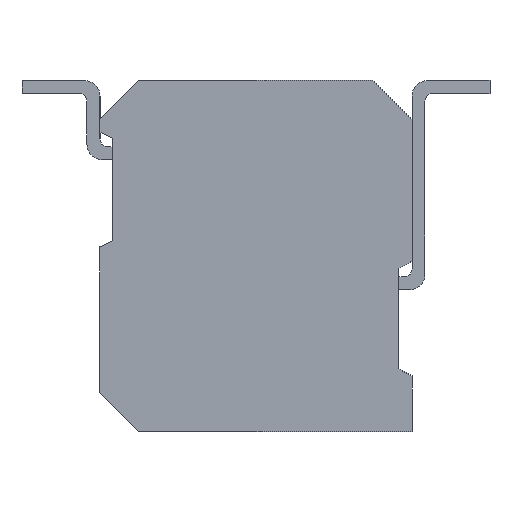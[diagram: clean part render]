
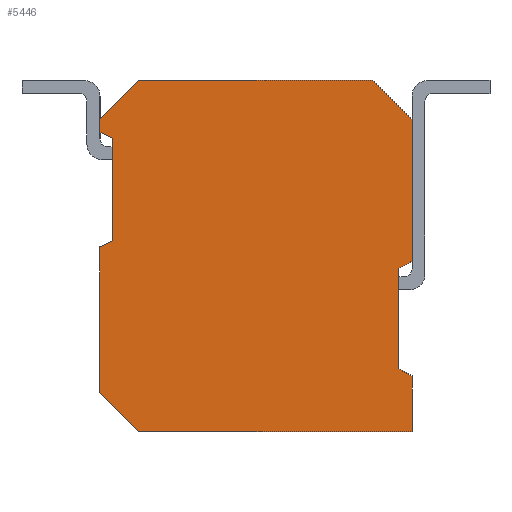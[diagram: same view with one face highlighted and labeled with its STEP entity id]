
A CAD part, left-side view. The second image highlights one B-rep face of the part: STEP entity #5446.
In plain terms, the highlighted planar face has unit normal (-1, 0, 0).
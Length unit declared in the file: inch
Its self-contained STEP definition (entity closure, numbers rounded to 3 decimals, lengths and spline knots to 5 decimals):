
#519=ORIENTED_EDGE('',*,*,#1978,.F.);
#520=ORIENTED_EDGE('',*,*,#1980,.F.);
#521=ORIENTED_EDGE('',*,*,#1921,.F.);
#522=ORIENTED_EDGE('',*,*,#1814,.F.);
#523=ORIENTED_EDGE('',*,*,#1842,.F.);
#524=ORIENTED_EDGE('',*,*,#1818,.F.);
#525=ORIENTED_EDGE('',*,*,#1886,.F.);
#526=ORIENTED_EDGE('',*,*,#1981,.F.);
#527=ORIENTED_EDGE('',*,*,#1982,.T.);
#528=ORIENTED_EDGE('',*,*,#1913,.T.);
#529=ORIENTED_EDGE('',*,*,#1983,.F.);
#530=ORIENTED_EDGE('',*,*,#1786,.F.);
#531=ORIENTED_EDGE('',*,*,#1984,.F.);
#532=ORIENTED_EDGE('',*,*,#1915,.T.);
#533=ORIENTED_EDGE('',*,*,#1985,.F.);
#1786=EDGE_CURVE('',#2583,#2584,#3101,.T.);
#1814=EDGE_CURVE('',#2607,#2608,#3129,.T.);
#1818=EDGE_CURVE('',#2611,#2612,#3133,.T.);
#1842=EDGE_CURVE('',#2612,#2607,#3157,.T.);
#1886=EDGE_CURVE('',#2656,#2611,#3201,.T.);
#1913=EDGE_CURVE('',#2684,#2683,#3228,.T.);
#1915=EDGE_CURVE('',#2685,#2686,#3230,.T.);
#1921=EDGE_CURVE('',#2608,#2690,#3236,.T.);
#1978=EDGE_CURVE('',#2718,#2719,#3293,.T.);
#1980=EDGE_CURVE('',#2690,#2718,#3295,.T.);
#1981=EDGE_CURVE('',#2720,#2656,#3296,.T.);
#1982=EDGE_CURVE('',#2720,#2684,#3297,.T.);
#1983=EDGE_CURVE('',#2584,#2683,#3298,.T.);
#1984=EDGE_CURVE('',#2685,#2583,#3299,.T.);
#1985=EDGE_CURVE('',#2719,#2686,#3300,.T.);
#2583=VERTEX_POINT('',#7635);
#2584=VERTEX_POINT('',#7636);
#2607=VERTEX_POINT('',#7693);
#2608=VERTEX_POINT('',#7694);
#2611=VERTEX_POINT('',#7702);
#2612=VERTEX_POINT('',#7703);
#2656=VERTEX_POINT('',#7841);
#2683=VERTEX_POINT('',#7896);
#2684=VERTEX_POINT('',#7898);
#2685=VERTEX_POINT('',#7902);
#2686=VERTEX_POINT('',#7903);
#2690=VERTEX_POINT('',#7912);
#2718=VERTEX_POINT('',#8024);
#2719=VERTEX_POINT('',#8026);
#2720=VERTEX_POINT('',#8031);
#3101=LINE('',#7634,#3802);
#3129=LINE('',#7692,#3830);
#3133=LINE('',#7701,#3834);
#3157=LINE('',#7750,#3858);
#3201=LINE('',#7842,#3902);
#3228=LINE('',#7897,#3929);
#3230=LINE('',#7901,#3931);
#3236=LINE('',#7914,#3937);
#3293=LINE('',#8025,#3994);
#3295=LINE('',#8029,#3996);
#3296=LINE('',#8030,#3997);
#3297=LINE('',#8032,#3998);
#3298=LINE('',#8033,#3999);
#3299=LINE('',#8034,#4000);
#3300=LINE('',#8035,#4001);
#3802=VECTOR('',#6129,39.37008);
#3830=VECTOR('',#6169,39.37008);
#3834=VECTOR('',#6175,39.37008);
#3858=VECTOR('',#6201,39.37008);
#3902=VECTOR('',#6297,39.37008);
#3929=VECTOR('',#6326,39.37008);
#3931=VECTOR('',#6330,39.37008);
#3937=VECTOR('',#6338,39.37008);
#3994=VECTOR('',#6447,39.37008);
#3996=VECTOR('',#6451,39.37008);
#3997=VECTOR('',#6452,39.37008);
#3998=VECTOR('',#6453,39.37008);
#3999=VECTOR('',#6454,39.37008);
#4000=VECTOR('',#6455,39.37008);
#4001=VECTOR('',#6456,39.37008);
#4573=EDGE_LOOP('',(#519,#520,#521,#522,#523,#524,#525,#526,#527,#528,#529,
#530,#531,#532,#533));
#4894=FACE_BOUND('',#4573,.T.);
#5197=PLANE('',#5781);
#5446=ADVANCED_FACE('',(#4894),#5197,.F.);
#5781=AXIS2_PLACEMENT_3D('',#8028,#6449,#6450);
#6129=DIRECTION('',(0.,0.,-1.));
#6169=DIRECTION('',(0.,0.908,0.418));
#6175=DIRECTION('',(0.,-0.908,0.418));
#6201=DIRECTION('',(0.,0.,1.));
#6297=DIRECTION('',(0.,0.,1.));
#6326=DIRECTION('',(0.,0.,1.));
#6330=DIRECTION('',(0.,0.,1.));
#6338=DIRECTION('',(0.,0.,1.));
#6447=DIRECTION('',(0.,-1.,0.));
#6449=DIRECTION('',(1.,0.,0.));
#6450=DIRECTION('',(0.,0.,-1.));
#6451=DIRECTION('',(0.,-0.707,0.707));
#6452=DIRECTION('',(0.,0.707,0.707));
#6453=DIRECTION('',(0.,-1.,0.));
#6454=DIRECTION('',(0.,-0.88,-0.475));
#6455=DIRECTION('',(0.,0.88,-0.475));
#6456=DIRECTION('',(0.,-0.707,-0.707));
#7634=CARTESIAN_POINT('',(0.,0.005,-0.0048));
#7635=CARTESIAN_POINT('',(0.,0.005,-0.0048));
#7636=CARTESIAN_POINT('',(0.,0.005,-0.0434));
#7692=CARTESIAN_POINT('',(0.,0.115,0.0452));
#7693=CARTESIAN_POINT('',(0.,0.115,0.0452));
#7694=CARTESIAN_POINT('',(0.,0.12,0.0475));
#7701=CARTESIAN_POINT('',(0.,0.12,0.0035));
#7702=CARTESIAN_POINT('',(0.,0.12,0.0035));
#7703=CARTESIAN_POINT('',(0.,0.115,0.0058));
#7750=CARTESIAN_POINT('',(0.,0.115,0.0058));
#7841=CARTESIAN_POINT('',(0.,0.12,-0.0525));
#7842=CARTESIAN_POINT('',(0.,0.12,-0.0675));
#7896=CARTESIAN_POINT('',(0.,0.,-0.0461));
#7897=CARTESIAN_POINT('',(0.,0.,-0.0675));
#7898=CARTESIAN_POINT('',(0.,0.,-0.0675));
#7901=CARTESIAN_POINT('',(0.,0.,-0.0675));
#7902=CARTESIAN_POINT('',(0.,0.,-0.0021));
#7903=CARTESIAN_POINT('',(0.,0.,0.0525));
#7912=CARTESIAN_POINT('',(0.,0.12,0.0525));
#7914=CARTESIAN_POINT('',(0.,0.12,-0.0675));
#8024=CARTESIAN_POINT('',(0.,0.105,0.0675));
#8025=CARTESIAN_POINT('',(0.,0.12,0.0675));
#8026=CARTESIAN_POINT('',(0.,0.015,0.0675));
#8028=CARTESIAN_POINT('',(0.,0.12,-0.0675));
#8029=CARTESIAN_POINT('',(0.,0.12,0.0525));
#8030=CARTESIAN_POINT('',(0.,0.105,-0.0675));
#8031=CARTESIAN_POINT('',(0.,0.105,-0.0675));
#8032=CARTESIAN_POINT('',(0.,0.12,-0.0675));
#8033=CARTESIAN_POINT('',(0.,0.005,-0.0434));
#8034=CARTESIAN_POINT('',(0.,0.,-0.0021));
#8035=CARTESIAN_POINT('',(0.,0.015,0.0675));
